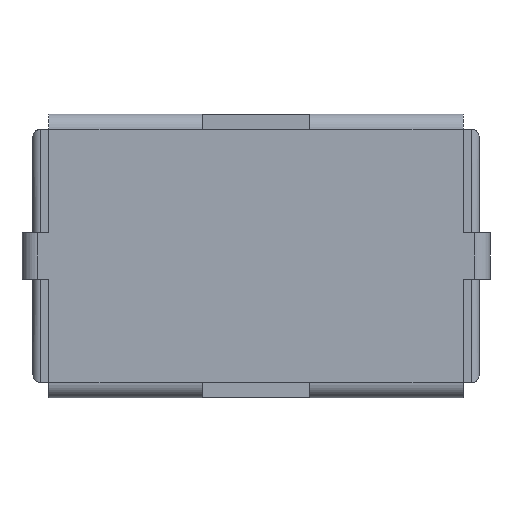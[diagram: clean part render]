
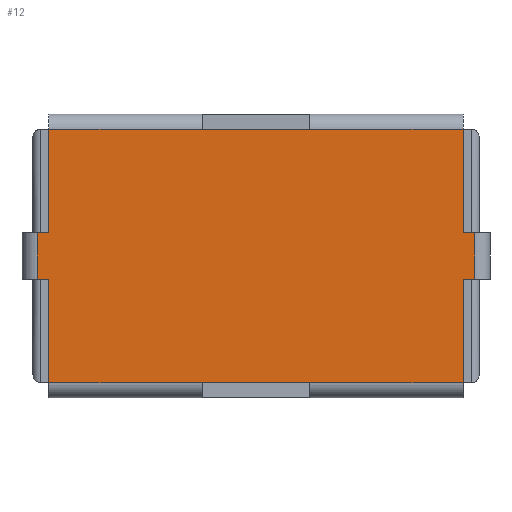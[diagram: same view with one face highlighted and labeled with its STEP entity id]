
A CAD part, front view. The second image highlights one B-rep face of the part: STEP entity #12.
In plain terms, the highlighted planar face has unit normal (0, -1, 0).
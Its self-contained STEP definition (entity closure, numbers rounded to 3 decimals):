
#2 = VERTEX_POINT ( 'NONE', #1112 ) ;
#3 = ORIENTED_EDGE ( 'NONE', *, *, #4, .T. ) ;
#4 = EDGE_CURVE ( 'NONE', #2, #5, #1111, .T. ) ;
#5 = VERTEX_POINT ( 'NONE', #1107 ) ;
#6 = ORIENTED_EDGE ( 'NONE', *, *, #7, .T. ) ;
#7 = EDGE_CURVE ( 'NONE', #5, #8, #1106, .T. ) ;
#8 = VERTEX_POINT ( 'NONE', #1102 ) ;
#12 = ADVANCED_FACE ( 'NONE', ( #1101 ), #1178, .F. ) ;
#13 = ORIENTED_EDGE ( 'NONE', *, *, #14, .T. ) ;
#14 = EDGE_CURVE ( 'NONE', #15, #16, #1176, .T. ) ;
#15 = VERTEX_POINT ( 'NONE', #1169 ) ;
#16 = VERTEX_POINT ( 'NONE', #1168 ) ;
#17 = ORIENTED_EDGE ( 'NONE', *, *, #18, .T. ) ;
#18 = EDGE_CURVE ( 'NONE', #16, #19, #1167, .T. ) ;
#19 = VERTEX_POINT ( 'NONE', #1163 ) ;
#20 = ORIENTED_EDGE ( 'NONE', *, *, #21, .F. ) ;
#21 = EDGE_CURVE ( 'NONE', #22, #19, #1162, .T. ) ;
#22 = VERTEX_POINT ( 'NONE', #1158 ) ;
#23 = ORIENTED_EDGE ( 'NONE', *, *, #24, .F. ) ;
#24 = EDGE_CURVE ( 'NONE', #25, #22, #1157, .T. ) ;
#25 = VERTEX_POINT ( 'NONE', #1153 ) ;
#28 = EDGE_LOOP ( 'NONE', ( #13, #17, #20, #23, #48, #51, #54, #57, #60, #34, #75, #78, #81, #3, #6, #61 ) ) ;
#32 = EDGE_CURVE ( 'NONE', #59, #33, #1208, .T. ) ;
#33 = VERTEX_POINT ( 'NONE', #1204 ) ;
#34 = ORIENTED_EDGE ( 'NONE', *, *, #35, .T. ) ;
#35 = EDGE_CURVE ( 'NONE', #33, #36, #1203, .T. ) ;
#36 = VERTEX_POINT ( 'NONE', #1199 ) ;
#48 = ORIENTED_EDGE ( 'NONE', *, *, #49, .T. ) ;
#49 = EDGE_CURVE ( 'NONE', #25, #50, #1183, .T. ) ;
#50 = VERTEX_POINT ( 'NONE', #1241 ) ;
#51 = ORIENTED_EDGE ( 'NONE', *, *, #52, .F. ) ;
#52 = EDGE_CURVE ( 'NONE', #53, #50, #1240, .T. ) ;
#53 = VERTEX_POINT ( 'NONE', #1236 ) ;
#54 = ORIENTED_EDGE ( 'NONE', *, *, #55, .T. ) ;
#55 = EDGE_CURVE ( 'NONE', #53, #56, #1235, .T. ) ;
#56 = VERTEX_POINT ( 'NONE', #1231 ) ;
#57 = ORIENTED_EDGE ( 'NONE', *, *, #58, .T. ) ;
#58 = EDGE_CURVE ( 'NONE', #56, #59, #1230, .T. ) ;
#59 = VERTEX_POINT ( 'NONE', #1226 ) ;
#60 = ORIENTED_EDGE ( 'NONE', *, *, #32, .T. ) ;
#61 = ORIENTED_EDGE ( 'NONE', *, *, #62, .F. ) ;
#62 = EDGE_CURVE ( 'NONE', #15, #8, #1224, .T. ) ;
#75 = ORIENTED_EDGE ( 'NONE', *, *, #76, .F. ) ;
#76 = EDGE_CURVE ( 'NONE', #77, #36, #1298, .T. ) ;
#77 = VERTEX_POINT ( 'NONE', #1294 ) ;
#78 = ORIENTED_EDGE ( 'NONE', *, *, #79, .T. ) ;
#79 = EDGE_CURVE ( 'NONE', #77, #80, #1293, .T. ) ;
#80 = VERTEX_POINT ( 'NONE', #1289 ) ;
#81 = ORIENTED_EDGE ( 'NONE', *, *, #82, .T. ) ;
#82 = EDGE_CURVE ( 'NONE', #80, #2, #1288, .T. ) ;
#1101 = FACE_OUTER_BOUND ( 'NONE', #28, .T. ) ;
#1102 = CARTESIAN_POINT ( 'NONE',  ( 2.7, 0., -1.65 ) ) ;
#1103 = DIRECTION ( 'NONE',  ( 1., 0., 0. ) ) ;
#1104 = VECTOR ( 'NONE', #1103, 1000. ) ;
#1105 = CARTESIAN_POINT ( 'NONE',  ( 3.05, 0., -1.65 ) ) ;
#1106 = LINE ( 'NONE', #1105, #1104 ) ;
#1107 = CARTESIAN_POINT ( 'NONE',  ( 0.7, 0., -1.65 ) ) ;
#1108 = DIRECTION ( 'NONE',  ( 1., 0., 0. ) ) ;
#1109 = VECTOR ( 'NONE', #1108, 1000. ) ;
#1110 = CARTESIAN_POINT ( 'NONE',  ( 0.7, 0., -1.65 ) ) ;
#1111 = LINE ( 'NONE', #1110, #1109 ) ;
#1112 = CARTESIAN_POINT ( 'NONE',  ( -0.7, 0., -1.65 ) ) ;
#1153 = CARTESIAN_POINT ( 'NONE',  ( 2.7, 0., 1.65 ) ) ;
#1154 = DIRECTION ( 'NONE',  ( 0., 0., -1. ) ) ;
#1155 = VECTOR ( 'NONE', #1154, 1000. ) ;
#1156 = CARTESIAN_POINT ( 'NONE',  ( 2.7, 0., 0.3 ) ) ;
#1157 = LINE ( 'NONE', #1156, #1155 ) ;
#1158 = CARTESIAN_POINT ( 'NONE',  ( 2.7, 0., 0.3 ) ) ;
#1159 = DIRECTION ( 'NONE',  ( 1., 0., 0. ) ) ;
#1160 = VECTOR ( 'NONE', #1159, 1000. ) ;
#1161 = CARTESIAN_POINT ( 'NONE',  ( 2.7, 0., 0.3 ) ) ;
#1162 = LINE ( 'NONE', #1161, #1160 ) ;
#1163 = CARTESIAN_POINT ( 'NONE',  ( 2.85, 0., 0.3 ) ) ;
#1164 = DIRECTION ( 'NONE',  ( 0., 0., 1. ) ) ;
#1165 = VECTOR ( 'NONE', #1164, 1000. ) ;
#1166 = CARTESIAN_POINT ( 'NONE',  ( 2.85, 0., 1.85 ) ) ;
#1167 = LINE ( 'NONE', #1166, #1165 ) ;
#1168 = CARTESIAN_POINT ( 'NONE',  ( 2.85, 0., -0.3 ) ) ;
#1169 = CARTESIAN_POINT ( 'NONE',  ( 2.7, 0., -0.3 ) ) ;
#1170 = DIRECTION ( 'NONE',  ( 1., 0., 0. ) ) ;
#1171 = VECTOR ( 'NONE', #1170, 1000. ) ;
#1172 = CARTESIAN_POINT ( 'NONE',  ( 2.7, 0., -0.3 ) ) ;
#1173 = DIRECTION ( 'NONE',  ( 0., 0., 1. ) ) ;
#1174 = DIRECTION ( 'NONE',  ( 0., 1., 0. ) ) ;
#1175 = CARTESIAN_POINT ( 'NONE',  ( 3.05, 0., 1.85 ) ) ;
#1176 = LINE ( 'NONE', #1172, #1171 ) ;
#1177 = AXIS2_PLACEMENT_3D ( 'NONE', #1175, #1174, #1173 ) ;
#1178 = PLANE ( 'NONE',  #1177 ) ;
#1183 = LINE ( 'NONE', #1244, #1243 ) ;
#1199 = CARTESIAN_POINT ( 'NONE',  ( -2.85, 0., -0.3 ) ) ;
#1200 = DIRECTION ( 'NONE',  ( 0., 0., -1. ) ) ;
#1201 = VECTOR ( 'NONE', #1200, 1000. ) ;
#1202 = CARTESIAN_POINT ( 'NONE',  ( -2.85, 0., 1.85 ) ) ;
#1203 = LINE ( 'NONE', #1202, #1201 ) ;
#1204 = CARTESIAN_POINT ( 'NONE',  ( -2.85, 0., 0.3 ) ) ;
#1205 = DIRECTION ( 'NONE',  ( -1., 0., 0. ) ) ;
#1206 = VECTOR ( 'NONE', #1205, 1000. ) ;
#1207 = CARTESIAN_POINT ( 'NONE',  ( -2.7, 0., 0.3 ) ) ;
#1208 = LINE ( 'NONE', #1207, #1206 ) ;
#1221 = DIRECTION ( 'NONE',  ( 0., 0., -1. ) ) ;
#1222 = VECTOR ( 'NONE', #1221, 1000. ) ;
#1223 = CARTESIAN_POINT ( 'NONE',  ( 2.7, 0., -0.3 ) ) ;
#1224 = LINE ( 'NONE', #1223, #1222 ) ;
#1226 = CARTESIAN_POINT ( 'NONE',  ( -2.7, 0., 0.3 ) ) ;
#1227 = DIRECTION ( 'NONE',  ( 0., 0., -1. ) ) ;
#1228 = VECTOR ( 'NONE', #1227, 1000. ) ;
#1229 = CARTESIAN_POINT ( 'NONE',  ( -2.7, 0., 0.3 ) ) ;
#1230 = LINE ( 'NONE', #1229, #1228 ) ;
#1231 = CARTESIAN_POINT ( 'NONE',  ( -2.7, 0., 1.65 ) ) ;
#1232 = DIRECTION ( 'NONE',  ( -1., 0., 0. ) ) ;
#1233 = VECTOR ( 'NONE', #1232, 1000. ) ;
#1234 = CARTESIAN_POINT ( 'NONE',  ( 3.05, 0., 1.65 ) ) ;
#1235 = LINE ( 'NONE', #1234, #1233 ) ;
#1236 = CARTESIAN_POINT ( 'NONE',  ( -0.7, 0., 1.65 ) ) ;
#1237 = DIRECTION ( 'NONE',  ( 1., 0., 0. ) ) ;
#1238 = VECTOR ( 'NONE', #1237, 1000. ) ;
#1239 = CARTESIAN_POINT ( 'NONE',  ( 0.7, 0., 1.65 ) ) ;
#1240 = LINE ( 'NONE', #1239, #1238 ) ;
#1241 = CARTESIAN_POINT ( 'NONE',  ( 0.7, 0., 1.65 ) ) ;
#1242 = DIRECTION ( 'NONE',  ( -1., 0., 0. ) ) ;
#1243 = VECTOR ( 'NONE', #1242, 1000. ) ;
#1244 = CARTESIAN_POINT ( 'NONE',  ( 3.05, 0., 1.65 ) ) ;
#1285 = DIRECTION ( 'NONE',  ( 1., 0., 0. ) ) ;
#1286 = VECTOR ( 'NONE', #1285, 1000. ) ;
#1287 = CARTESIAN_POINT ( 'NONE',  ( 3.05, 0., -1.65 ) ) ;
#1288 = LINE ( 'NONE', #1287, #1286 ) ;
#1289 = CARTESIAN_POINT ( 'NONE',  ( -2.7, 0., -1.65 ) ) ;
#1290 = DIRECTION ( 'NONE',  ( 0., 0., -1. ) ) ;
#1291 = VECTOR ( 'NONE', #1290, 1000. ) ;
#1292 = CARTESIAN_POINT ( 'NONE',  ( -2.7, 0., -0.3 ) ) ;
#1293 = LINE ( 'NONE', #1292, #1291 ) ;
#1294 = CARTESIAN_POINT ( 'NONE',  ( -2.7, 0., -0.3 ) ) ;
#1295 = DIRECTION ( 'NONE',  ( -1., 0., 0. ) ) ;
#1296 = VECTOR ( 'NONE', #1295, 1000. ) ;
#1297 = CARTESIAN_POINT ( 'NONE',  ( -2.7, 0., -0.3 ) ) ;
#1298 = LINE ( 'NONE', #1297, #1296 ) ;
